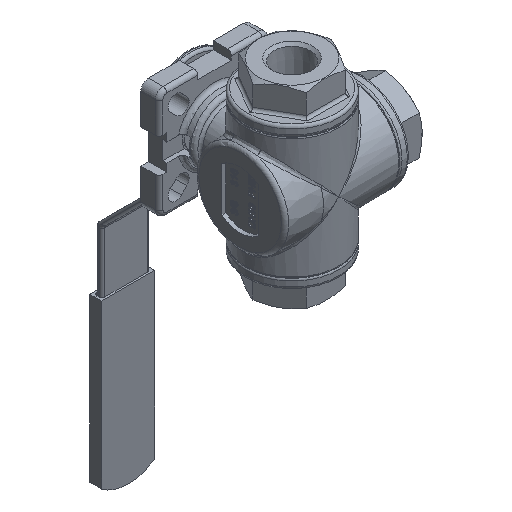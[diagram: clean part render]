
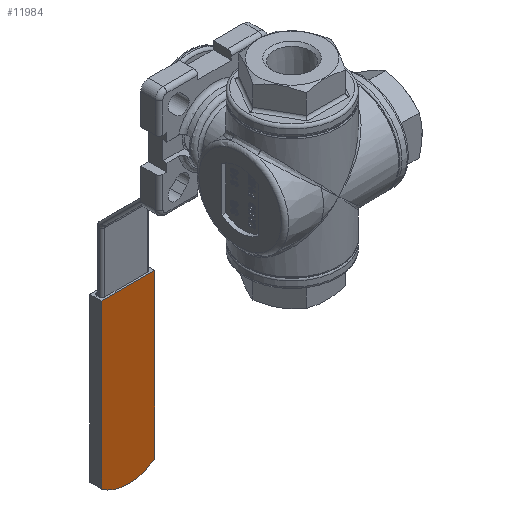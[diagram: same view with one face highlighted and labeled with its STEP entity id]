
A CAD part, isometric view. The second image highlights one B-rep face of the part: STEP entity #11984.
In plain terms, the highlighted face is planar.
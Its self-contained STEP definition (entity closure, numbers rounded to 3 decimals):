
#458=PLANE('',#12781);
#1465=LINE('',#19259,#2537);
#1466=LINE('',#19262,#2538);
#1467=LINE('',#19266,#2539);
#2537=VECTOR('',#14202,1000.);
#2538=VECTOR('',#14203,1000.);
#2539=VECTOR('',#14206,1000.);
#3994=ORIENTED_EDGE('',*,*,#7181,.F.);
#3995=ORIENTED_EDGE('',*,*,#7182,.F.);
#3996=ORIENTED_EDGE('',*,*,#7183,.F.);
#3997=ORIENTED_EDGE('',*,*,#7184,.F.);
#7181=EDGE_CURVE('',#8787,#8788,#1465,.T.);
#7182=EDGE_CURVE('',#8789,#8787,#1466,.T.);
#7183=EDGE_CURVE('',#8790,#8789,#9673,.T.);
#7184=EDGE_CURVE('',#8788,#8790,#1467,.T.);
#8787=VERTEX_POINT('',#19260);
#8788=VERTEX_POINT('',#19261);
#8789=VERTEX_POINT('',#19263);
#8790=VERTEX_POINT('',#19265);
#9673=CIRCLE('',#12782,17.);
#10128=EDGE_LOOP('',(#3994,#3995,#3996,#3997));
#11002=FACE_BOUND('',#10128,.T.);
#11984=ADVANCED_FACE('',(#11002),#458,.T.);
#12781=AXIS2_PLACEMENT_3D('',#19258,#14200,#14201);
#12782=AXIS2_PLACEMENT_3D('',#19264,#14204,#14205);
#14200=DIRECTION('',(0.,0.,-1.));
#14201=DIRECTION('',(-1.,0.,0.));
#14202=DIRECTION('',(0.,-1.,0.));
#14203=DIRECTION('',(-1.,0.,0.));
#14204=DIRECTION('',(0.,0.,1.));
#14205=DIRECTION('',(-1.,0.,0.));
#14206=DIRECTION('',(1.,0.,0.));
#19258=CARTESIAN_POINT('',(56.003,-18.777,0.));
#19259=CARTESIAN_POINT('',(7.003,-8.527,0.));
#19260=CARTESIAN_POINT('',(7.003,-8.527,0.));
#19261=CARTESIAN_POINT('',(7.003,-29.027,0.));
#19262=CARTESIAN_POINT('',(7.003,-8.527,0.));
#19263=CARTESIAN_POINT('',(69.566,-8.527,0.));
#19264=CARTESIAN_POINT('',(56.003,-18.777,0.));
#19265=CARTESIAN_POINT('',(69.566,-29.027,0.));
#19266=CARTESIAN_POINT('',(7.003,-29.027,0.));
